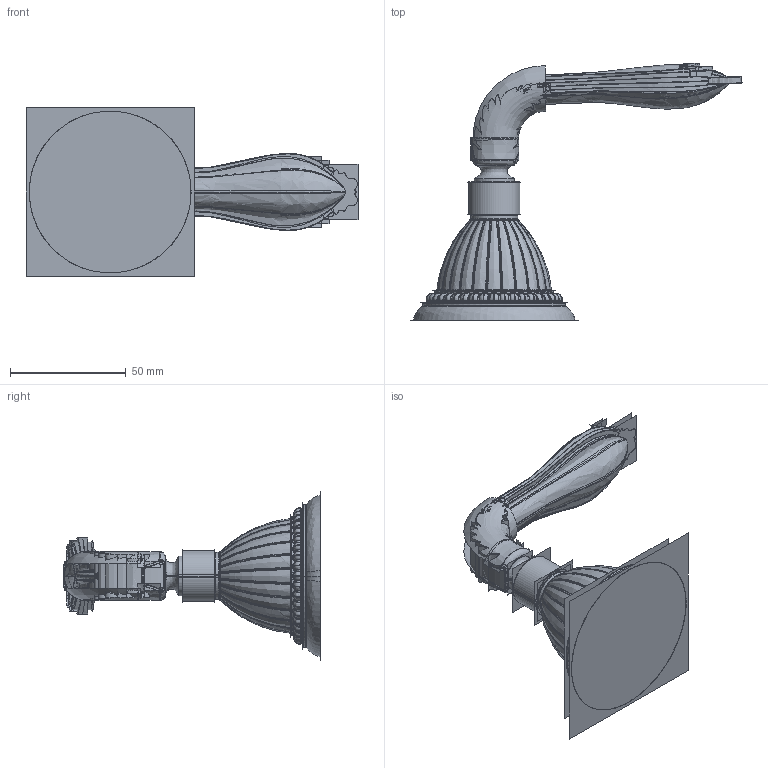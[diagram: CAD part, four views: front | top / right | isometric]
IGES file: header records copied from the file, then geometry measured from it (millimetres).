
Start section:  PTC IGES file: 0090LV-ESC-XX.igs
Global section: file name: 0090LV-ESC-XX.igs; native system: Creo Elements/Pro by Parametric Technology Corporation; preprocessor: 2015070; author: leo; organization: Unknown; date: 20200515.081637; units: inch
Bounding box: 143.27 x 110.99 x 72.69 mm (x, y, z)
Volume: 352049.4 mm3; surface area: 340978 mm2
Topology: 2 solids, 44 shells, 2208 faces, 14171 edges, 19979 vertices
Faces by surface type: bspline 1092, revolution 936, extrusion 180
